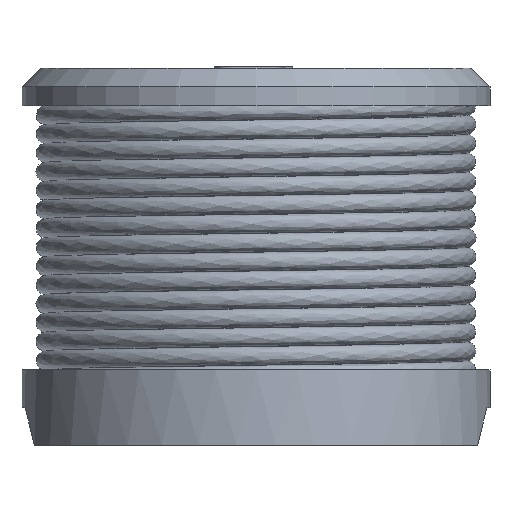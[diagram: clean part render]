
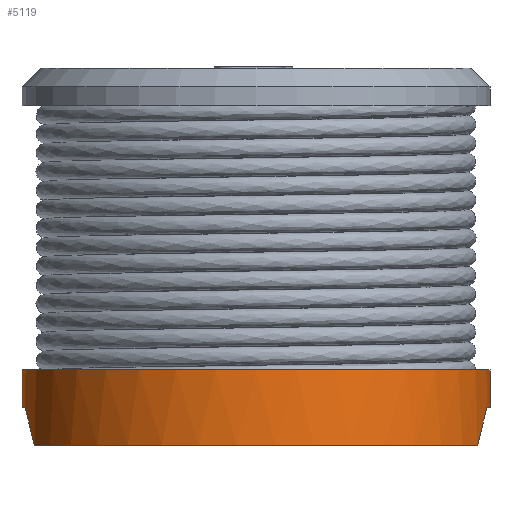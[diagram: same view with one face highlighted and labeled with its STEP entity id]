
A CAD part, front view. The second image highlights one B-rep face of the part: STEP entity #5119.
In plain terms, the highlighted cylindrical face has radius 1.55 mm (diameter 3.1 mm), a full revolution.
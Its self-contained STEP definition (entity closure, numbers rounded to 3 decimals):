
#5119=ADVANCED_FACE('',(#16212,#16214),#16216,.T.);
#16212=FACE_OUTER_BOUND('',#16213,.T.);
#16213=EDGE_LOOP('',(#20029));
#16214=FACE_BOUND('',#16215,.T.);
#16215=EDGE_LOOP('',(#20030,#20031,#20032,#20033,#20034,#20035,#20036,#20037,#20038));
#16216=CYLINDRICAL_SURFACE('',#16217,1.55);
#16217=AXIS2_PLACEMENT_3D('',#16218,#16219,#16220);
#16218=CARTESIAN_POINT('',(0.,0.,0.));
#16219=DIRECTION('',(0.,0.,1.));
#16220=DIRECTION('',(1.,0.,0.));
#20029=ORIENTED_EDGE('',*,*,#21690,.F.);
#20030=ORIENTED_EDGE('',*,*,#21691,.T.);
#20031=ORIENTED_EDGE('',*,*,#21692,.T.);
#20032=ORIENTED_EDGE('',*,*,#21693,.T.);
#20033=ORIENTED_EDGE('',*,*,#21694,.T.);
#20034=ORIENTED_EDGE('',*,*,#21695,.T.);
#20035=ORIENTED_EDGE('',*,*,#21696,.T.);
#20036=ORIENTED_EDGE('',*,*,#21697,.T.);
#20037=ORIENTED_EDGE('',*,*,#21698,.T.);
#20038=ORIENTED_EDGE('',*,*,#21699,.T.);
#21690=EDGE_CURVE('',#24433,#24433,#24434,.T.);
#21691=EDGE_CURVE('',#24435,#24436,#24437,.T.);
#21692=EDGE_CURVE('',#24436,#24438,#24439,.T.);
#21693=EDGE_CURVE('',#24438,#24440,#24441,.T.);
#21694=EDGE_CURVE('',#24440,#24442,#24443,.T.);
#21695=EDGE_CURVE('',#24442,#24444,#24445,.T.);
#21696=EDGE_CURVE('',#24444,#24446,#24447,.T.);
#21697=EDGE_CURVE('',#24446,#24448,#24449,.T.);
#21698=EDGE_CURVE('',#24448,#24450,#24451,.T.);
#21699=EDGE_CURVE('',#24450,#24435,#24452,.T.);
#24433=VERTEX_POINT('',#30989);
#24434=CIRCLE('',#30990,1.55);
#24435=VERTEX_POINT('',#30994);
#24436=VERTEX_POINT('',#30995);
#24437=CIRCLE('',#30996,1.55);
#24438=VERTEX_POINT('',#31000);
#24439=(BOUNDED_CURVE()B_SPLINE_CURVE(3,
(#31001,#31002,#31003,#31004),
.UNSPECIFIED.,.F.,.F.)B_SPLINE_CURVE_WITH_KNOTS((4,4),
(0.,1.),
.UNSPECIFIED.)CURVE()GEOMETRIC_REPRESENTATION_ITEM()RATIONAL_B_SPLINE_CURVE((1.,
0.998,0.998,1.))REPRESENTATION_ITEM(''));
#24440=VERTEX_POINT('',#31005);
#24441=CIRCLE('',#31006,1.55);
#24442=VERTEX_POINT('',#31010);
#24443=(BOUNDED_CURVE()B_SPLINE_CURVE(3,
(#31011,#31012,#31013,#31014),
.UNSPECIFIED.,.F.,.F.)B_SPLINE_CURVE_WITH_KNOTS((4,4),
(0.,1.),
.UNSPECIFIED.)CURVE()GEOMETRIC_REPRESENTATION_ITEM()RATIONAL_B_SPLINE_CURVE((1.,
0.998,0.998,1.))REPRESENTATION_ITEM(''));
#24444=VERTEX_POINT('',#31015);
#24445=CIRCLE('',#31016,1.55);
#24446=VERTEX_POINT('',#31020);
#24447=(BOUNDED_CURVE()B_SPLINE_CURVE(3,
(#31021,#31022,#31023,#31024),
.UNSPECIFIED.,.F.,.F.)B_SPLINE_CURVE_WITH_KNOTS((4,4),
(0.,1.),
.UNSPECIFIED.)CURVE()GEOMETRIC_REPRESENTATION_ITEM()RATIONAL_B_SPLINE_CURVE((1.,
0.998,0.998,1.))REPRESENTATION_ITEM(''));
#24448=VERTEX_POINT('',#31025);
#24449=CIRCLE('',#31026,1.55);
#24450=VERTEX_POINT('',#31030);
#24451=(BOUNDED_CURVE()B_SPLINE_CURVE(3,
(#31031,#31032,#31033,#31034),
.UNSPECIFIED.,.F.,.F.)B_SPLINE_CURVE_WITH_KNOTS((4,4),
(0.,1.),
.UNSPECIFIED.)CURVE()GEOMETRIC_REPRESENTATION_ITEM()RATIONAL_B_SPLINE_CURVE((1.,
0.998,0.998,1.))REPRESENTATION_ITEM(''));
#24452=CIRCLE('',#31035,1.55);
#30989=CARTESIAN_POINT('',(1.55,0.,0.5));
#30990=AXIS2_PLACEMENT_3D('',#30991,#30992,#30993);
#30991=CARTESIAN_POINT('',(0.,0.,0.5));
#30992=DIRECTION('',(0.,0.,1.));
#30993=DIRECTION('',(1.,0.,0.));
#30994=CARTESIAN_POINT('',(1.55,0.,0.25));
#30995=CARTESIAN_POINT('',(1.53,0.25,0.25));
#30996=AXIS2_PLACEMENT_3D('',#30997,#30998,#30999);
#30997=CARTESIAN_POINT('',(0.,0.,0.25));
#30998=DIRECTION('',(0.,0.,1.));
#30999=DIRECTION('',(1.,0.,0.));
#31000=CARTESIAN_POINT('',(1.467,0.5,0.));
#31001=CARTESIAN_POINT('',(1.53,0.25,0.25));
#31002=CARTESIAN_POINT('',(1.516,0.335,0.165));
#31003=CARTESIAN_POINT('',(1.495,0.419,0.081));
#31004=CARTESIAN_POINT('',(1.467,0.5,0.));
#31005=CARTESIAN_POINT('',(-1.467,0.5,0.));
#31006=AXIS2_PLACEMENT_3D('',#31007,#31008,#31009);
#31007=CARTESIAN_POINT('',(0.,0.,0.));
#31008=DIRECTION('',(0.,0.,1.));
#31009=DIRECTION('',(0.947,0.323,0.));
#31010=CARTESIAN_POINT('',(-1.53,0.25,0.25));
#31011=CARTESIAN_POINT('',(-1.467,0.5,0.));
#31012=CARTESIAN_POINT('',(-1.495,0.419,0.081));
#31013=CARTESIAN_POINT('',(-1.516,0.335,0.165));
#31014=CARTESIAN_POINT('',(-1.53,0.25,0.25));
#31015=CARTESIAN_POINT('',(-1.53,-0.25,0.25));
#31016=AXIS2_PLACEMENT_3D('',#31017,#31018,#31019);
#31017=CARTESIAN_POINT('',(0.,0.,0.25));
#31018=DIRECTION('',(0.,0.,1.));
#31019=DIRECTION('',(-0.987,0.161,0.));
#31020=CARTESIAN_POINT('',(-1.467,-0.5,0.));
#31021=CARTESIAN_POINT('',(-1.53,-0.25,0.25));
#31022=CARTESIAN_POINT('',(-1.516,-0.335,0.165));
#31023=CARTESIAN_POINT('',(-1.495,-0.419,0.081));
#31024=CARTESIAN_POINT('',(-1.467,-0.5,0.));
#31025=CARTESIAN_POINT('',(1.467,-0.5,0.));
#31026=AXIS2_PLACEMENT_3D('',#31027,#31028,#31029);
#31027=CARTESIAN_POINT('',(0.,0.,0.));
#31028=DIRECTION('',(0.,0.,1.));
#31029=DIRECTION('',(-0.947,-0.323,0.));
#31030=CARTESIAN_POINT('',(1.53,-0.25,0.25));
#31031=CARTESIAN_POINT('',(1.467,-0.5,0.));
#31032=CARTESIAN_POINT('',(1.495,-0.419,0.081));
#31033=CARTESIAN_POINT('',(1.516,-0.335,0.165));
#31034=CARTESIAN_POINT('',(1.53,-0.25,0.25));
#31035=AXIS2_PLACEMENT_3D('',#31036,#31037,#31038);
#31036=CARTESIAN_POINT('',(0.,0.,0.25));
#31037=DIRECTION('',(0.,0.,1.));
#31038=DIRECTION('',(0.987,-0.161,0.));
